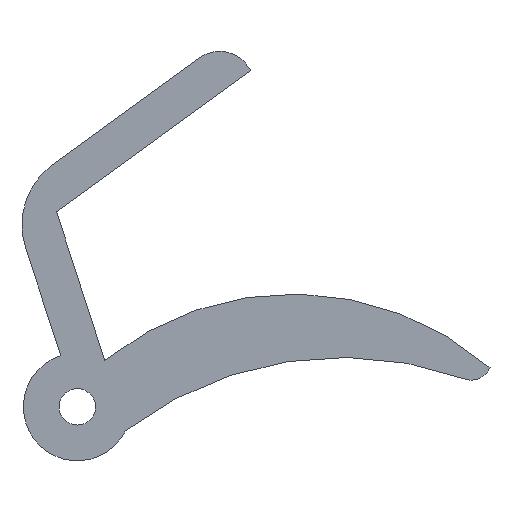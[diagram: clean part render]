
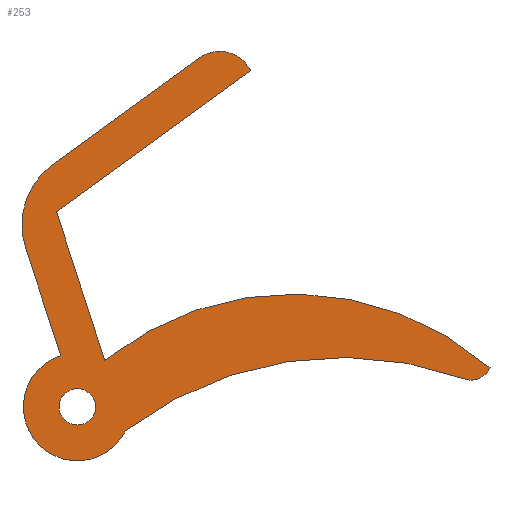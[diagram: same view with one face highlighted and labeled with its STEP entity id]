
A CAD part, left-side view. The second image highlights one B-rep face of the part: STEP entity #253.
In plain terms, the highlighted planar face has unit normal (-1, 0, 0).
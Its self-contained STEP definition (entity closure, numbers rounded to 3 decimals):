
#15=FACE_BOUND('',#41,.T.);
#18=PLANE('',#283);
#26=FACE_OUTER_BOUND('',#40,.T.);
#40=EDGE_LOOP('',(#180,#181,#182,#183,#184,#185,#186,#187,#188,#189,#190));
#41=EDGE_LOOP('',(#191));
#56=LINE('',#399,#78);
#59=LINE('',#405,#81);
#60=LINE('',#409,#82);
#61=LINE('',#419,#83);
#62=LINE('',#420,#84);
#78=VECTOR('',#319,10.);
#81=VECTOR('',#324,10.);
#82=VECTOR('',#327,10.);
#83=VECTOR('',#336,10.);
#84=VECTOR('',#337,10.);
#99=CIRCLE('',#281,2.5);
#100=CIRCLE('',#284,5.5);
#101=CIRCLE('',#285,4.);
#102=CIRCLE('',#286,26.421);
#103=CIRCLE('',#287,1.5);
#104=CIRCLE('',#288,22.244);
#105=CIRCLE('',#289,1.35);
#114=VERTEX_POINT('',#392);
#115=VERTEX_POINT('',#394);
#116=VERTEX_POINT('',#398);
#118=VERTEX_POINT('',#404);
#119=VERTEX_POINT('',#406);
#120=VERTEX_POINT('',#408);
#121=VERTEX_POINT('',#410);
#122=VERTEX_POINT('',#412);
#123=VERTEX_POINT('',#414);
#124=VERTEX_POINT('',#416);
#125=VERTEX_POINT('',#418);
#126=VERTEX_POINT('',#421);
#138=EDGE_CURVE('',#114,#115,#99,.T.);
#140=EDGE_CURVE('',#116,#115,#56,.T.);
#143=EDGE_CURVE('',#114,#118,#59,.T.);
#144=EDGE_CURVE('',#119,#118,#100,.T.);
#145=EDGE_CURVE('',#119,#120,#60,.T.);
#146=EDGE_CURVE('',#120,#121,#101,.T.);
#147=EDGE_CURVE('',#121,#122,#102,.T.);
#148=EDGE_CURVE('',#123,#122,#103,.T.);
#149=EDGE_CURVE('',#123,#124,#104,.T.);
#150=EDGE_CURVE('',#124,#125,#61,.T.);
#151=EDGE_CURVE('',#125,#116,#62,.T.);
#152=EDGE_CURVE('',#126,#126,#105,.T.);
#180=ORIENTED_EDGE('',*,*,#138,.F.);
#181=ORIENTED_EDGE('',*,*,#143,.T.);
#182=ORIENTED_EDGE('',*,*,#144,.F.);
#183=ORIENTED_EDGE('',*,*,#145,.T.);
#184=ORIENTED_EDGE('',*,*,#146,.T.);
#185=ORIENTED_EDGE('',*,*,#147,.T.);
#186=ORIENTED_EDGE('',*,*,#148,.F.);
#187=ORIENTED_EDGE('',*,*,#149,.T.);
#188=ORIENTED_EDGE('',*,*,#150,.T.);
#189=ORIENTED_EDGE('',*,*,#151,.T.);
#190=ORIENTED_EDGE('',*,*,#140,.T.);
#191=ORIENTED_EDGE('',*,*,#152,.T.);
#253=ADVANCED_FACE('',(#26,#15),#18,.F.);
#281=AXIS2_PLACEMENT_3D('',#395,#314,#315);
#283=AXIS2_PLACEMENT_3D('',#403,#322,#323);
#284=AXIS2_PLACEMENT_3D('',#407,#325,#326);
#285=AXIS2_PLACEMENT_3D('',#411,#328,#329);
#286=AXIS2_PLACEMENT_3D('',#413,#330,#331);
#287=AXIS2_PLACEMENT_3D('',#415,#332,#333);
#288=AXIS2_PLACEMENT_3D('',#417,#334,#335);
#289=AXIS2_PLACEMENT_3D('',#422,#338,#339);
#314=DIRECTION('center_axis',(1.,0.,0.));
#315=DIRECTION('ref_axis',(0.,-0.156,0.988));
#319=DIRECTION('',(0.,0.588,0.809));
#322=DIRECTION('center_axis',(1.,0.,0.));
#323=DIRECTION('ref_axis',(0.,0.,-1.));
#324=DIRECTION('',(0.,0.809,-0.588));
#325=DIRECTION('center_axis',(1.,0.,0.));
#326=DIRECTION('ref_axis',(0.,0.951,0.309));
#327=DIRECTION('',(0.,-0.309,-0.951));
#328=DIRECTION('center_axis',(-1.,0.,0.));
#329=DIRECTION('ref_axis',(0.,0.,-1.));
#330=DIRECTION('center_axis',(1.,0.,0.));
#331=DIRECTION('ref_axis',(0.,0.697,0.717));
#332=DIRECTION('center_axis',(1.,0.,0.));
#333=DIRECTION('ref_axis',(0.,0.343,-0.939));
#334=DIRECTION('center_axis',(-1.,0.,0.));
#335=DIRECTION('ref_axis',(0.,0.628,0.779));
#336=DIRECTION('',(0.,0.309,0.951));
#337=DIRECTION('',(0.,-0.809,0.588));
#338=DIRECTION('center_axis',(1.,0.,0.));
#339=DIRECTION('ref_axis',(0.,0.,-1.));
#392=CARTESIAN_POINT('',(-3.,-108.86,-22.823));
#394=CARTESIAN_POINT('',(-3.,-112.352,-23.376));
#395=CARTESIAN_POINT('Origin',(-3.,-110.33,-24.845));
#398=CARTESIAN_POINT('',(-3.,-112.646,-23.78));
#399=CARTESIAN_POINT('',(-3.,-112.646,-23.78));
#403=CARTESIAN_POINT('Origin',(-3.,-112.846,-37.033));
#404=CARTESIAN_POINT('',(-3.,-97.935,-30.76));
#405=CARTESIAN_POINT('',(-3.,-110.883,-21.353));
#406=CARTESIAN_POINT('',(-3.,-95.937,-36.909));
#407=CARTESIAN_POINT('Origin',(-3.,-101.168,-35.21));
#408=CARTESIAN_POINT('',(-3.,-98.536,-44.908));
#409=CARTESIAN_POINT('',(-3.,-98.536,-44.908));
#410=CARTESIAN_POINT('',(-3.,-103.356,-50.489));
#411=CARTESIAN_POINT('Origin',(-3.,-99.772,-48.712));
#412=CARTESIAN_POINT('',(-3.,-128.473,-46.641));
#413=CARTESIAN_POINT('Origin',(-3.,-119.422,-71.463));
#414=CARTESIAN_POINT('',(-3.,-130.372,-45.807));
#415=CARTESIAN_POINT('Origin',(-3.,-128.987,-45.232));
#416=CARTESIAN_POINT('',(-3.,-101.808,-45.269));
#417=CARTESIAN_POINT('Origin',(-3.,-115.769,-62.586));
#418=CARTESIAN_POINT('',(-3.,-98.229,-34.255));
#419=CARTESIAN_POINT('',(-3.,-101.808,-45.269));
#420=CARTESIAN_POINT('',(-3.,-98.229,-34.255));
#421=CARTESIAN_POINT('',(-3.,-99.772,-47.362));
#422=CARTESIAN_POINT('Origin',(-3.,-99.772,-48.712));
